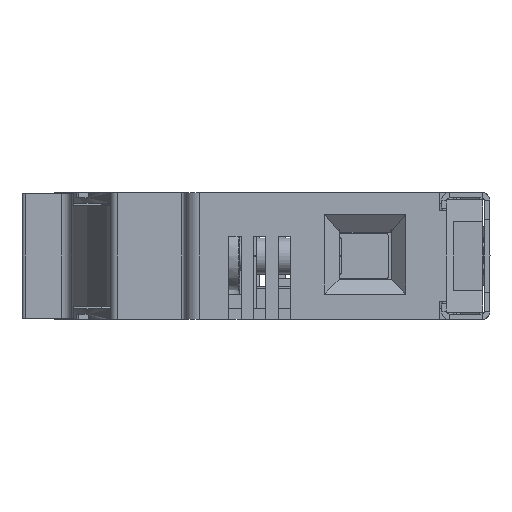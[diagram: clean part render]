
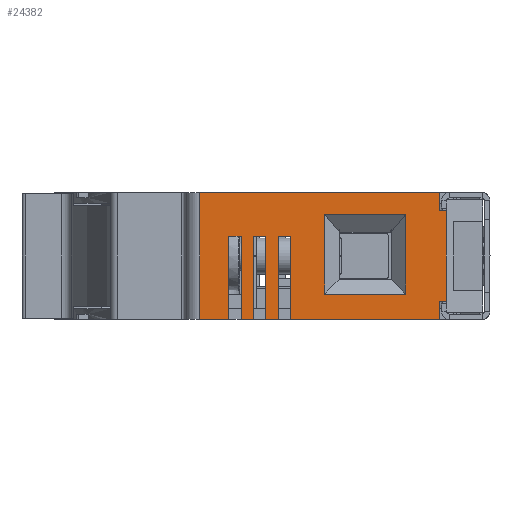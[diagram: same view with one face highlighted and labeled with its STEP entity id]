
A CAD part, left-side view. The second image highlights one B-rep face of the part: STEP entity #24382.
In plain terms, the highlighted planar face has unit normal (-1, 0, 0).
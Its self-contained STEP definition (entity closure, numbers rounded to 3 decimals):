
#115=FACE_BOUND('',#2832,.T.);
#1466=FACE_OUTER_BOUND('',#2831,.T.);
#2831=EDGE_LOOP('',(#16689,#16690,#16691,#16692,#16693,#16694,#16695,#16696,
#16697,#16698,#16699,#16700,#16701,#16702,#16703,#16704,#16705,#16706,#16707,
#16708));
#2832=EDGE_LOOP('',(#16709,#16710,#16711,#16712));
#4505=LINE('',#35431,#7333);
#4509=LINE('',#35439,#7337);
#4513=LINE('',#35447,#7341);
#4517=LINE('',#35455,#7345);
#4693=LINE('',#35851,#7521);
#4695=LINE('',#35855,#7523);
#4698=LINE('',#35859,#7526);
#4699=LINE('',#35862,#7527);
#4700=LINE('',#35864,#7528);
#4701=LINE('',#35866,#7529);
#4702=LINE('',#35867,#7530);
#4703=LINE('',#35869,#7531);
#4704=LINE('',#35871,#7532);
#4705=LINE('',#35872,#7533);
#4706=LINE('',#35874,#7534);
#4707=LINE('',#35875,#7535);
#4708=LINE('',#35877,#7536);
#4709=LINE('',#35879,#7537);
#4710=LINE('',#35881,#7538);
#4711=LINE('',#35882,#7539);
#4712=LINE('',#35885,#7540);
#4713=LINE('',#35887,#7541);
#4714=LINE('',#35889,#7542);
#4715=LINE('',#35890,#7543);
#7333=VECTOR('',#28111,20.5);
#7337=VECTOR('',#28115,1.7);
#7341=VECTOR('',#28119,1.7);
#7345=VECTOR('',#28123,4.);
#7521=VECTOR('',#28423,11.5);
#7523=VECTOR('',#28427,1.7);
#7526=VECTOR('',#28432,11.5);
#7527=VECTOR('',#28435,17.5);
#7528=VECTOR('',#28436,11.5);
#7529=VECTOR('',#28437,1.7);
#7530=VECTOR('',#28438,11.5);
#7531=VECTOR('',#28439,11.5);
#7532=VECTOR('',#28440,1.7);
#7533=VECTOR('',#28441,11.5);
#7534=VECTOR('',#28442,2.5);
#7535=VECTOR('',#28443,1.);
#7536=VECTOR('',#28444,12.5);
#7537=VECTOR('',#28445,1.);
#7538=VECTOR('',#28446,2.5);
#7539=VECTOR('',#28447,33.);
#7540=VECTOR('',#28448,11.);
#7541=VECTOR('',#28449,11.2);
#7542=VECTOR('',#28450,11.);
#7543=VECTOR('',#28451,11.2);
#9960=VERTEX_POINT('',#34617);
#10179=VERTEX_POINT('',#35428);
#10180=VERTEX_POINT('',#35430);
#10183=VERTEX_POINT('',#35436);
#10184=VERTEX_POINT('',#35438);
#10187=VERTEX_POINT('',#35444);
#10188=VERTEX_POINT('',#35446);
#10191=VERTEX_POINT('',#35452);
#10192=VERTEX_POINT('',#35454);
#10350=VERTEX_POINT('',#35850);
#10351=VERTEX_POINT('',#35854);
#10352=VERTEX_POINT('',#35861);
#10353=VERTEX_POINT('',#35863);
#10354=VERTEX_POINT('',#35865);
#10355=VERTEX_POINT('',#35868);
#10356=VERTEX_POINT('',#35870);
#10357=VERTEX_POINT('',#35873);
#10358=VERTEX_POINT('',#35876);
#10359=VERTEX_POINT('',#35878);
#10360=VERTEX_POINT('',#35880);
#10361=VERTEX_POINT('',#35883);
#10362=VERTEX_POINT('',#35884);
#10363=VERTEX_POINT('',#35886);
#10364=VERTEX_POINT('',#35888);
#12645=EDGE_CURVE('',#10180,#10179,#4505,.T.);
#12649=EDGE_CURVE('',#10184,#10183,#4509,.T.);
#12653=EDGE_CURVE('',#10188,#10187,#4513,.T.);
#12657=EDGE_CURVE('',#10192,#10191,#4517,.T.);
#12860=EDGE_CURVE('',#10180,#10350,#4693,.T.);
#12862=EDGE_CURVE('',#10351,#10350,#4695,.T.);
#12865=EDGE_CURVE('',#10183,#10351,#4698,.T.);
#12866=EDGE_CURVE('',#10352,#10192,#4699,.T.);
#12867=EDGE_CURVE('',#10191,#10353,#4700,.T.);
#12868=EDGE_CURVE('',#10353,#10354,#4701,.T.);
#12869=EDGE_CURVE('',#10188,#10354,#4702,.T.);
#12870=EDGE_CURVE('',#10187,#10355,#4703,.T.);
#12871=EDGE_CURVE('',#10355,#10356,#4704,.T.);
#12872=EDGE_CURVE('',#10184,#10356,#4705,.T.);
#12873=EDGE_CURVE('',#10179,#10357,#4706,.T.);
#12874=EDGE_CURVE('',#9960,#10357,#4707,.T.);
#12875=EDGE_CURVE('',#9960,#10358,#4708,.T.);
#12876=EDGE_CURVE('',#10358,#10359,#4709,.T.);
#12877=EDGE_CURVE('',#10360,#10359,#4710,.T.);
#12878=EDGE_CURVE('',#10360,#10352,#4711,.T.);
#12879=EDGE_CURVE('',#10361,#10362,#4712,.T.);
#12880=EDGE_CURVE('',#10362,#10363,#4713,.T.);
#12881=EDGE_CURVE('',#10363,#10364,#4714,.T.);
#12882=EDGE_CURVE('',#10364,#10361,#4715,.T.);
#16689=ORIENTED_EDGE('',*,*,#12866,.T.);
#16690=ORIENTED_EDGE('',*,*,#12657,.T.);
#16691=ORIENTED_EDGE('',*,*,#12867,.T.);
#16692=ORIENTED_EDGE('',*,*,#12868,.T.);
#16693=ORIENTED_EDGE('',*,*,#12869,.F.);
#16694=ORIENTED_EDGE('',*,*,#12653,.T.);
#16695=ORIENTED_EDGE('',*,*,#12870,.T.);
#16696=ORIENTED_EDGE('',*,*,#12871,.T.);
#16697=ORIENTED_EDGE('',*,*,#12872,.F.);
#16698=ORIENTED_EDGE('',*,*,#12649,.T.);
#16699=ORIENTED_EDGE('',*,*,#12865,.T.);
#16700=ORIENTED_EDGE('',*,*,#12862,.T.);
#16701=ORIENTED_EDGE('',*,*,#12860,.F.);
#16702=ORIENTED_EDGE('',*,*,#12645,.T.);
#16703=ORIENTED_EDGE('',*,*,#12873,.T.);
#16704=ORIENTED_EDGE('',*,*,#12874,.F.);
#16705=ORIENTED_EDGE('',*,*,#12875,.T.);
#16706=ORIENTED_EDGE('',*,*,#12876,.T.);
#16707=ORIENTED_EDGE('',*,*,#12877,.F.);
#16708=ORIENTED_EDGE('',*,*,#12878,.T.);
#16709=ORIENTED_EDGE('',*,*,#12879,.T.);
#16710=ORIENTED_EDGE('',*,*,#12880,.T.);
#16711=ORIENTED_EDGE('',*,*,#12881,.T.);
#16712=ORIENTED_EDGE('',*,*,#12882,.T.);
#23351=PLANE('',#25823);
#24382=ADVANCED_FACE('',(#1466,#115),#23351,.T.);
#25823=AXIS2_PLACEMENT_3D('',#35860,#28433,#28434);
#28111=DIRECTION('',(0.,-1.,0.));
#28115=DIRECTION('',(0.,-1.,0.));
#28119=DIRECTION('',(0.,-1.,0.));
#28123=DIRECTION('',(0.,-1.,0.));
#28423=DIRECTION('',(0.,0.,1.));
#28427=DIRECTION('',(0.,-1.,0.));
#28432=DIRECTION('',(0.,0.,1.));
#28433=DIRECTION('center_axis',(-1.,0.,0.));
#28434=DIRECTION('ref_axis',(0.,-1.,0.));
#28435=DIRECTION('',(0.,0.,-1.));
#28436=DIRECTION('',(0.,0.,1.));
#28437=DIRECTION('',(0.,-1.,0.));
#28438=DIRECTION('',(0.,0.,1.));
#28439=DIRECTION('',(0.,0.,1.));
#28440=DIRECTION('',(0.,-1.,0.));
#28441=DIRECTION('',(0.,0.,1.));
#28442=DIRECTION('',(0.,0.,1.));
#28443=DIRECTION('',(0.,1.,0.));
#28444=DIRECTION('',(0.,0.,1.));
#28445=DIRECTION('',(0.,1.,0.));
#28446=DIRECTION('',(0.,0.,-1.));
#28447=DIRECTION('',(0.,1.,0.));
#28448=DIRECTION('',(0.,0.,-1.));
#28449=DIRECTION('',(0.,1.,0.));
#28450=DIRECTION('',(0.,0.,1.));
#28451=DIRECTION('',(0.,-1.,0.));
#34617=CARTESIAN_POINT('',(-40.5,1.,2.5));
#35428=CARTESIAN_POINT('',(-40.5,2.,0.));
#35430=CARTESIAN_POINT('',(-40.5,22.5,0.));
#35431=CARTESIAN_POINT('',(-40.5,22.5,0.));
#35436=CARTESIAN_POINT('',(-40.5,24.2,0.));
#35438=CARTESIAN_POINT('',(-40.5,25.9,0.));
#35439=CARTESIAN_POINT('',(-40.5,25.9,0.));
#35444=CARTESIAN_POINT('',(-40.5,27.6,0.));
#35446=CARTESIAN_POINT('',(-40.5,29.3,0.));
#35447=CARTESIAN_POINT('',(-40.5,29.3,0.));
#35452=CARTESIAN_POINT('',(-40.5,31.,0.));
#35454=CARTESIAN_POINT('',(-40.5,35.,0.));
#35455=CARTESIAN_POINT('',(-40.5,35.,0.));
#35850=CARTESIAN_POINT('',(-40.5,22.5,11.5));
#35851=CARTESIAN_POINT('',(-40.5,22.5,0.));
#35854=CARTESIAN_POINT('',(-40.5,24.2,11.5));
#35855=CARTESIAN_POINT('',(-40.5,24.2,11.5));
#35859=CARTESIAN_POINT('',(-40.5,24.2,0.));
#35860=CARTESIAN_POINT('Origin',(-40.5,37.,0.));
#35861=CARTESIAN_POINT('',(-40.5,35.,17.5));
#35862=CARTESIAN_POINT('',(-40.5,35.,17.5));
#35863=CARTESIAN_POINT('',(-40.5,31.,11.5));
#35864=CARTESIAN_POINT('',(-40.5,31.,0.));
#35865=CARTESIAN_POINT('',(-40.5,29.3,11.5));
#35866=CARTESIAN_POINT('',(-40.5,31.,11.5));
#35867=CARTESIAN_POINT('',(-40.5,29.3,0.));
#35868=CARTESIAN_POINT('',(-40.5,27.6,11.5));
#35869=CARTESIAN_POINT('',(-40.5,27.6,0.));
#35870=CARTESIAN_POINT('',(-40.5,25.9,11.5));
#35871=CARTESIAN_POINT('',(-40.5,27.6,11.5));
#35872=CARTESIAN_POINT('',(-40.5,25.9,0.));
#35873=CARTESIAN_POINT('',(-40.5,2.,2.5));
#35874=CARTESIAN_POINT('',(-40.5,2.,0.));
#35875=CARTESIAN_POINT('',(-40.5,1.,2.5));
#35876=CARTESIAN_POINT('',(-40.5,1.,15.));
#35877=CARTESIAN_POINT('',(-40.5,1.,2.5));
#35878=CARTESIAN_POINT('',(-40.5,2.,15.));
#35879=CARTESIAN_POINT('',(-40.5,1.,15.));
#35880=CARTESIAN_POINT('',(-40.5,2.,17.5));
#35881=CARTESIAN_POINT('',(-40.5,2.,17.5));
#35882=CARTESIAN_POINT('',(-40.5,2.,17.5));
#35883=CARTESIAN_POINT('',(-40.5,6.6,14.5));
#35884=CARTESIAN_POINT('',(-40.5,6.6,3.5));
#35885=CARTESIAN_POINT('',(-40.5,6.6,14.5));
#35886=CARTESIAN_POINT('',(-40.5,17.8,3.5));
#35887=CARTESIAN_POINT('',(-40.5,6.6,3.5));
#35888=CARTESIAN_POINT('',(-40.5,17.8,14.5));
#35889=CARTESIAN_POINT('',(-40.5,17.8,3.5));
#35890=CARTESIAN_POINT('',(-40.5,17.8,14.5));
